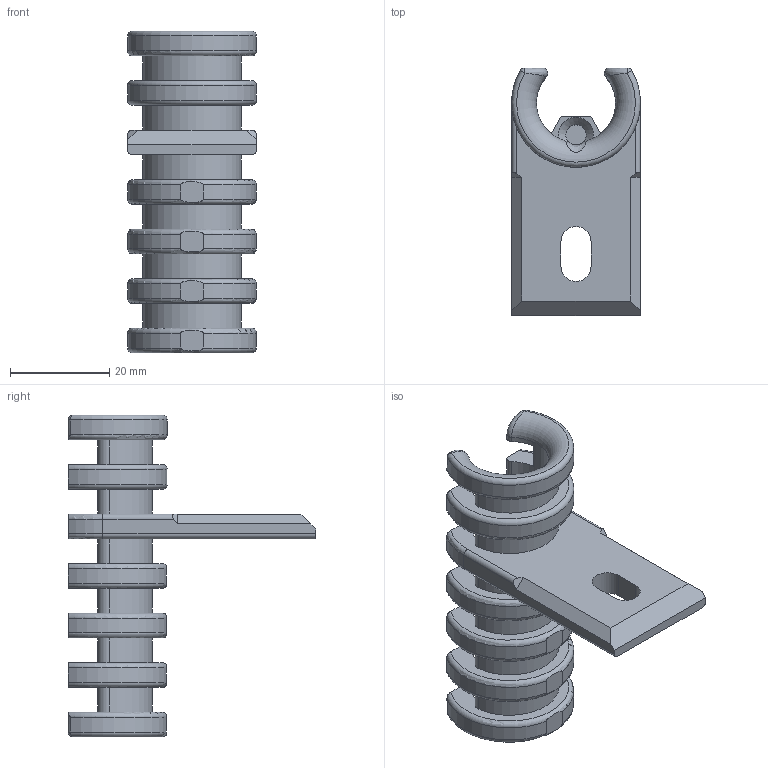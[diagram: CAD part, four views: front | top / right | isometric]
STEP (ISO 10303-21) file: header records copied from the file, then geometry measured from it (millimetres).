
FILE_DESCRIPTION(/* description */ ('STEP AP214'),/* implementation_level */ '2;1');
FILE_NAME(/* name */ '60b04ae5946bf20d45c9ab51',/* time_stamp */ '2021-05-28T01:44:06+00:00',/* author */ (''),/* organization */ (''),/* preprocessor_version */ 'ST-DEVELOPER v18.1',/* originating_system */ ' ',/* authorisation */ ' ');
FILE_SCHEMA (('AUTOMOTIVE_DESIGN {1 0 10303 214 3 1 1}'));
Length unit declared in the file: metre
Products named in the file (1): cable_tie_tube
Bounding box: 26 x 50 x 65 mm (x, y, z)
Volume: 14118.6 mm3; surface area: 10143.5 mm2
Topology: 1 solids, 1 shells, 132 faces, 372 edges, 238 vertices
Faces by surface type: cylinder 58, plane 46, torus 18, bspline 5, sphere 4, cone 1
Full cylindrical faces by diameter (mm): 4.1 x1
Entity records: 4881 total; most frequent: CARTESIAN_POINT 1434, DIRECTION 735, ORIENTED_EDGE 732, EDGE_CURVE 366, AXIS2_PLACEMENT_3D 291, VERTEX_POINT 237, CIRCLE 160, LINE 153
